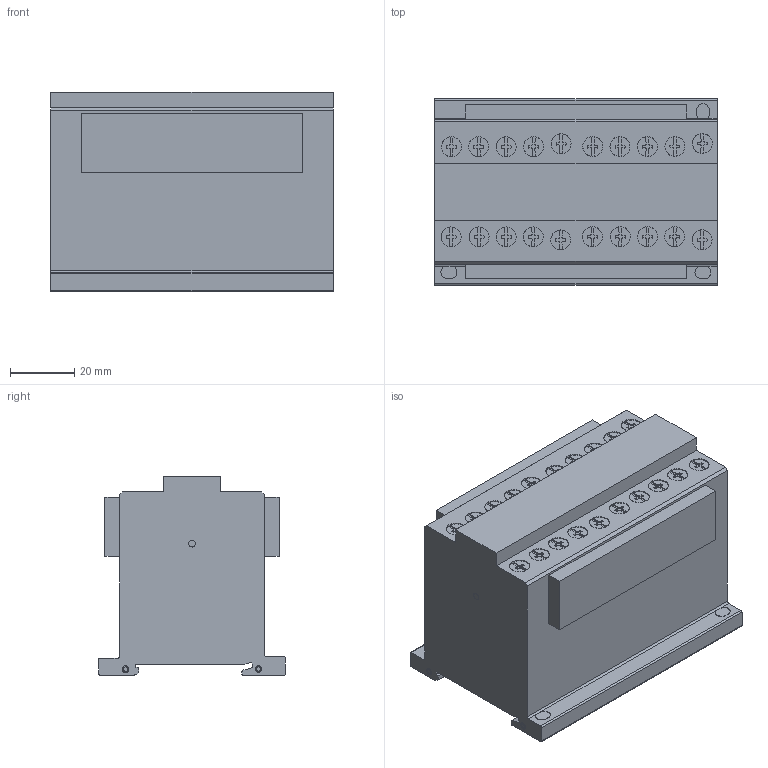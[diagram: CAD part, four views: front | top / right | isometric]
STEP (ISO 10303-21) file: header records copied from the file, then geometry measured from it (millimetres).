
FILE_DESCRIPTION((''),'2;1');
FILE_NAME('3d_11BGR1201A12060.stp','2012-10-03T12:43:52',(''),(''),'Mechanical Desktop 2011','Mechanical Desktop 2011',', , ');
FILE_SCHEMA(('CONFIG_CONTROL_DESIGN'));
Length unit declared in the file: millimetre
Products named in the file (1): Product
Bounding box: 88 x 58 x 62 mm (x, y, z)
Volume: 240953.3 mm3; surface area: 34357.4 mm2
Topology: 3 solids, 3 shells, 718 faces, 2114 edges, 1456 vertices
Faces by surface type: plane 514, cylinder 198, bspline 6
Entity records: 23996 total; most frequent: CARTESIAN_POINT 4281, ORIENTED_EDGE 4160, DIRECTION 4074, EDGE_CURVE 2080, VECTOR 1580, LINE 1580, VERTEX_POINT 1398, AXIS2_PLACEMENT_3D 1247
